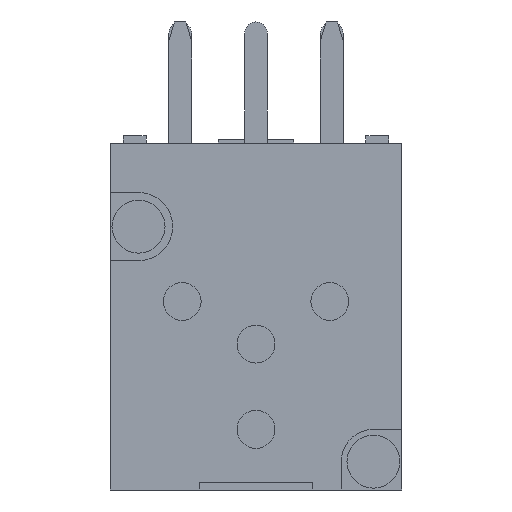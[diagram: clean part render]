
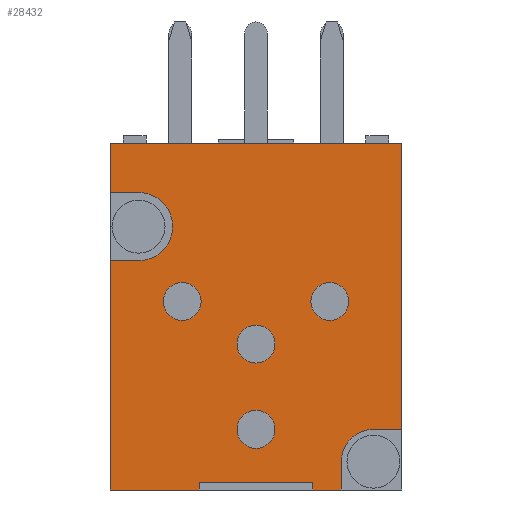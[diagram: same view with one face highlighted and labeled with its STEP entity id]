
A CAD part, front view. The second image highlights one B-rep face of the part: STEP entity #28432.
In plain terms, the highlighted planar face has unit normal (0, -1, 0).
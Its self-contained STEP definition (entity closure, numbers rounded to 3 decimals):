
#5967=DIRECTION('',(0.,0.,1.));
#5968=VECTOR('',#5967,0.2);
#5969=CARTESIAN_POINT('',(1.5,-12.5,-3.85));
#5970=LINE('',#5969,#5968);
#5979=DIRECTION('',(-1.,0.,0.));
#5980=VECTOR('',#5979,0.75);
#5981=CARTESIAN_POINT('',(2.25,-12.5,-3.85));
#5982=LINE('',#5981,#5980);
#6039=DIRECTION('',(0.,0.,-1.));
#6040=VECTOR('',#6039,7.55);
#6041=CARTESIAN_POINT('',(3.85,-12.5,5.3));
#6042=LINE('',#6041,#6040);
#6104=DIRECTION('',(1.,0.,0.));
#6105=VECTOR('',#6104,7.7);
#6106=CARTESIAN_POINT('',(-3.85,-12.5,5.3));
#6107=LINE('',#6106,#6105);
#6565=DIRECTION('',(0.,0.,-1.));
#6566=VECTOR('',#6565,0.2);
#6567=CARTESIAN_POINT('',(-1.5,-12.5,-3.65));
#6568=LINE('',#6567,#6566);
#6577=DIRECTION('',(-1.,0.,0.));
#6578=VECTOR('',#6577,3.);
#6579=CARTESIAN_POINT('',(1.5,-12.5,-3.65));
#6580=LINE('',#6579,#6578);
#10274=DIRECTION('',(-1.,0.,0.));
#10275=VECTOR('',#10274,0.75);
#10276=CARTESIAN_POINT('',(-3.1,-12.5,2.2));
#10277=LINE('',#10276,#10275);
#10286=CARTESIAN_POINT('',(-3.1,-12.5,3.1));
#10287=DIRECTION('',(0.,1.,0.));
#10288=DIRECTION('',(0.,0.,1.));
#10289=AXIS2_PLACEMENT_3D('',#10286,#10287,#10288);
#10291=DIRECTION('',(1.,0.,0.));
#10292=VECTOR('',#10291,0.75);
#10293=CARTESIAN_POINT('',(-3.85,-12.5,4.));
#10294=LINE('',#10293,#10292);
#10295=DIRECTION('',(0.,0.,-1.));
#10296=VECTOR('',#10295,1.3);
#10297=CARTESIAN_POINT('',(-3.85,-12.5,5.3));
#10298=LINE('',#10297,#10296);
#10299=CARTESIAN_POINT('',(3.1,-12.5,-3.1));
#10300=DIRECTION('',(0.,1.,0.));
#10301=DIRECTION('',(-1.,0.,0.));
#10302=AXIS2_PLACEMENT_3D('',#10299,#10300,#10301);
#10304=DIRECTION('',(1.,0.,0.));
#10305=VECTOR('',#10304,2.35);
#10306=CARTESIAN_POINT('',(-3.85,-12.5,-3.85));
#10307=LINE('',#10306,#10305);
#10308=DIRECTION('',(0.,0.,-1.));
#10309=VECTOR('',#10308,6.05);
#10310=CARTESIAN_POINT('',(-3.85,-12.5,2.2));
#10311=LINE('',#10310,#10309);
#10312=CARTESIAN_POINT('',(-1.949,-12.5,1.125));
#10313=DIRECTION('',(0.,1.,0.));
#10314=DIRECTION('',(0.,0.,1.));
#10315=AXIS2_PLACEMENT_3D('',#10312,#10313,#10314);
#10317=CARTESIAN_POINT('',(-1.949,-12.5,1.125));
#10318=DIRECTION('',(0.,1.,0.));
#10319=DIRECTION('',(0.,0.,-1.));
#10320=AXIS2_PLACEMENT_3D('',#10317,#10318,#10319);
#10322=CARTESIAN_POINT('',(0.,-12.5,-2.25));
#10323=DIRECTION('',(0.,1.,0.));
#10324=DIRECTION('',(0.,0.,1.));
#10325=AXIS2_PLACEMENT_3D('',#10322,#10323,#10324);
#10327=CARTESIAN_POINT('',(0.,-12.5,-2.25));
#10328=DIRECTION('',(0.,1.,0.));
#10329=DIRECTION('',(0.,0.,-1.));
#10330=AXIS2_PLACEMENT_3D('',#10327,#10328,#10329);
#10332=CARTESIAN_POINT('',(0.,-12.5,0.));
#10333=DIRECTION('',(0.,1.,0.));
#10334=DIRECTION('',(0.,0.,1.));
#10335=AXIS2_PLACEMENT_3D('',#10332,#10333,#10334);
#10337=CARTESIAN_POINT('',(0.,-12.5,0.));
#10338=DIRECTION('',(0.,1.,0.));
#10339=DIRECTION('',(0.,0.,-1.));
#10340=AXIS2_PLACEMENT_3D('',#10337,#10338,#10339);
#10342=CARTESIAN_POINT('',(1.949,-12.5,1.125));
#10343=DIRECTION('',(0.,1.,0.));
#10344=DIRECTION('',(0.,0.,1.));
#10345=AXIS2_PLACEMENT_3D('',#10342,#10343,#10344);
#10347=CARTESIAN_POINT('',(1.949,-12.5,1.125));
#10348=DIRECTION('',(0.,1.,0.));
#10349=DIRECTION('',(0.,0.,-1.));
#10350=AXIS2_PLACEMENT_3D('',#10347,#10348,#10349);
#10368=DIRECTION('',(0.,0.,1.));
#10369=VECTOR('',#10368,0.75);
#10370=CARTESIAN_POINT('',(2.25,-12.5,-3.85));
#10371=LINE('',#10370,#10369);
#10388=DIRECTION('',(1.,0.,0.));
#10389=VECTOR('',#10388,0.75);
#10390=CARTESIAN_POINT('',(3.1,-12.5,-2.25));
#10391=LINE('',#10390,#10389);
#12104=CARTESIAN_POINT('',(-3.85,-12.5,-3.85));
#12106=VERTEX_POINT('',#12104);
#12107=CARTESIAN_POINT('',(-1.5,-12.5,-3.85));
#12108=VERTEX_POINT('',#12107);
#12113=CARTESIAN_POINT('',(-3.85,-12.5,2.2));
#12114=VERTEX_POINT('',#12113);
#12116=CARTESIAN_POINT('',(-3.85,-12.5,5.3));
#12118=VERTEX_POINT('',#12116);
#12119=CARTESIAN_POINT('',(-3.85,-12.5,4.));
#12120=VERTEX_POINT('',#12119);
#12125=CARTESIAN_POINT('',(-3.1,-12.5,4.));
#12126=VERTEX_POINT('',#12125);
#12127=CARTESIAN_POINT('',(-3.1,-12.5,2.2));
#12128=VERTEX_POINT('',#12127);
#12129=CARTESIAN_POINT('',(3.85,-12.5,5.3));
#12130=VERTEX_POINT('',#12129);
#12131=CARTESIAN_POINT('',(3.85,-12.5,-2.25));
#12132=VERTEX_POINT('',#12131);
#12133=CARTESIAN_POINT('',(3.1,-12.5,-2.25));
#12134=VERTEX_POINT('',#12133);
#12135=CARTESIAN_POINT('',(2.25,-12.5,-3.1));
#12136=VERTEX_POINT('',#12135);
#12137=CARTESIAN_POINT('',(2.25,-12.5,-3.85));
#12138=VERTEX_POINT('',#12137);
#12139=CARTESIAN_POINT('',(1.5,-12.5,-3.85));
#12140=VERTEX_POINT('',#12139);
#12141=CARTESIAN_POINT('',(1.5,-12.5,-3.65));
#12142=VERTEX_POINT('',#12141);
#12143=CARTESIAN_POINT('',(-1.5,-12.5,-3.65));
#12144=VERTEX_POINT('',#12143);
#12145=CARTESIAN_POINT('',(-1.949,-12.5,1.625));
#12146=CARTESIAN_POINT('',(-1.949,-12.5,0.625));
#12147=VERTEX_POINT('',#12145);
#12148=VERTEX_POINT('',#12146);
#12149=CARTESIAN_POINT('',(0.,-12.5,-1.75));
#12150=CARTESIAN_POINT('',(0.,-12.5,-2.75));
#12151=VERTEX_POINT('',#12149);
#12152=VERTEX_POINT('',#12150);
#12153=CARTESIAN_POINT('',(0.,-12.5,0.5));
#12154=CARTESIAN_POINT('',(0.,-12.5,-0.5));
#12155=VERTEX_POINT('',#12153);
#12156=VERTEX_POINT('',#12154);
#12157=CARTESIAN_POINT('',(1.949,-12.5,1.625));
#12158=CARTESIAN_POINT('',(1.949,-12.5,0.625));
#12159=VERTEX_POINT('',#12157);
#12160=VERTEX_POINT('',#12158);
#28381=CARTESIAN_POINT('',(0.,-12.5,0.725));
#28382=DIRECTION('',(0.,1.,0.));
#28383=DIRECTION('',(0.,0.,1.));
#28384=AXIS2_PLACEMENT_3D('',#28381,#28382,#28383);
#28385=PLANE('',#28384);
#28387=ORIENTED_EDGE('',*,*,#28386,.F.);
#28389=ORIENTED_EDGE('',*,*,#28388,.F.);
#28390=ORIENTED_EDGE('',*,*,#22879,.F.);
#28391=ORIENTED_EDGE('',*,*,#22774,.T.);
#28392=ORIENTED_EDGE('',*,*,#22737,.T.);
#28394=ORIENTED_EDGE('',*,*,#28393,.F.);
#28396=ORIENTED_EDGE('',*,*,#28395,.F.);
#28398=ORIENTED_EDGE('',*,*,#28397,.F.);
#28399=ORIENTED_EDGE('',*,*,#22665,.T.);
#28400=ORIENTED_EDGE('',*,*,#22651,.T.);
#28401=ORIENTED_EDGE('',*,*,#23228,.T.);
#28402=ORIENTED_EDGE('',*,*,#23214,.T.);
#28403=ORIENTED_EDGE('',*,*,#23200,.F.);
#28404=ORIENTED_EDGE('',*,*,#22887,.F.);
#28405=ORIENTED_EDGE('',*,*,#28372,.F.);
#28406=EDGE_LOOP('',(#28387,#28389,#28390,#28391,#28392,#28394,#28396,#28398,
#28399,#28400,#28401,#28402,#28403,#28404,#28405));
#28407=FACE_OUTER_BOUND('',#28406,.F.);
#28409=ORIENTED_EDGE('',*,*,#28408,.F.);
#28411=ORIENTED_EDGE('',*,*,#28410,.F.);
#28412=EDGE_LOOP('',(#28409,#28411));
#28413=FACE_BOUND('',#28412,.F.);
#28415=ORIENTED_EDGE('',*,*,#28414,.F.);
#28417=ORIENTED_EDGE('',*,*,#28416,.F.);
#28418=EDGE_LOOP('',(#28415,#28417));
#28419=FACE_BOUND('',#28418,.F.);
#28421=ORIENTED_EDGE('',*,*,#28420,.F.);
#28423=ORIENTED_EDGE('',*,*,#28422,.F.);
#28424=EDGE_LOOP('',(#28421,#28423));
#28425=FACE_BOUND('',#28424,.F.);
#28427=ORIENTED_EDGE('',*,*,#28426,.F.);
#28429=ORIENTED_EDGE('',*,*,#28428,.F.);
#28430=EDGE_LOOP('',(#28427,#28429));
#28431=FACE_BOUND('',#28430,.F.);
#28432=ADVANCED_FACE('',(#28407,#28413,#28419,#28425,#28431),#28385,.F.);
#10290=CIRCLE('',#10289,0.9);
#10303=CIRCLE('',#10302,0.85);
#10316=CIRCLE('',#10315,0.5);
#10321=CIRCLE('',#10320,0.5);
#10326=CIRCLE('',#10325,0.5);
#10331=CIRCLE('',#10330,0.5);
#10336=CIRCLE('',#10335,0.5);
#10341=CIRCLE('',#10340,0.5);
#10346=CIRCLE('',#10345,0.5);
#10351=CIRCLE('',#10350,0.5);
#22651=EDGE_CURVE('',#12140,#12142,#5970,.T.);
#22665=EDGE_CURVE('',#12138,#12140,#5982,.T.);
#22737=EDGE_CURVE('',#12130,#12132,#6042,.T.);
#22774=EDGE_CURVE('',#12118,#12130,#6107,.T.);
#22879=EDGE_CURVE('',#12118,#12120,#10298,.T.);
#22887=EDGE_CURVE('',#12114,#12106,#10311,.T.);
#23200=EDGE_CURVE('',#12106,#12108,#10307,.T.);
#23214=EDGE_CURVE('',#12144,#12108,#6568,.T.);
#23228=EDGE_CURVE('',#12142,#12144,#6580,.T.);
#28372=EDGE_CURVE('',#12128,#12114,#10277,.T.);
#28386=EDGE_CURVE('',#12126,#12128,#10290,.T.);
#28388=EDGE_CURVE('',#12120,#12126,#10294,.T.);
#28393=EDGE_CURVE('',#12134,#12132,#10391,.T.);
#28395=EDGE_CURVE('',#12136,#12134,#10303,.T.);
#28397=EDGE_CURVE('',#12138,#12136,#10371,.T.);
#28408=EDGE_CURVE('',#12147,#12148,#10316,.T.);
#28410=EDGE_CURVE('',#12148,#12147,#10321,.T.);
#28414=EDGE_CURVE('',#12151,#12152,#10326,.T.);
#28416=EDGE_CURVE('',#12152,#12151,#10331,.T.);
#28420=EDGE_CURVE('',#12155,#12156,#10336,.T.);
#28422=EDGE_CURVE('',#12156,#12155,#10341,.T.);
#28426=EDGE_CURVE('',#12159,#12160,#10346,.T.);
#28428=EDGE_CURVE('',#12160,#12159,#10351,.T.);
